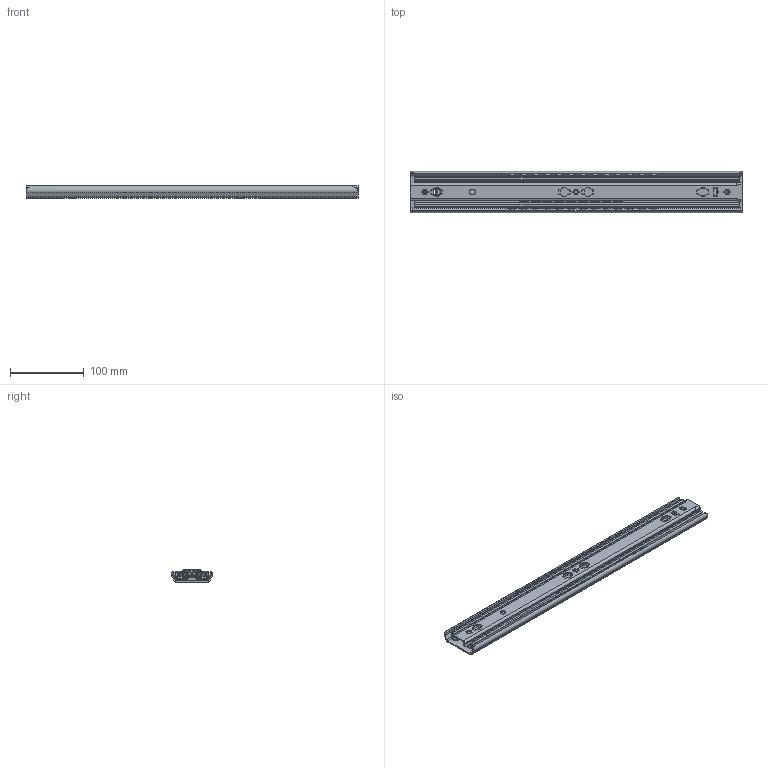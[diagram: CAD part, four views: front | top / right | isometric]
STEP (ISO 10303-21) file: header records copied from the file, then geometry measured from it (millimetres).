
FILE_DESCRIPTION(/* description */ ('ULF HD ZM 450/495 mm (17.25)'),/* implementation_level */ '2;1');
FILE_NAME(/* name */ 'M12-AA3_00_closed.stp',/* time_stamp */ '2025-09-08T10:58:18+02:00',/* author */ ('l.hoffmann'),/* organization */ (''),/* preprocessor_version */ 'ST-DEVELOPER v20',/* originating_system */ 'Autodesk Inventor 2022',/* authorisation */ '');
FILE_SCHEMA (('AUTOMOTIVE_DESIGN { 1 0 10303 214 3 1 1 }'));
Length unit declared in the file: millimetre
Products named in the file (14): M12-M08; 511-M12-M08-HMA; 511-M12-M08-HMA_1; E000173436; E000173433; E000173432; 512-M12-M08-UM2; 512-M12-M08-UM2_1; E000173445; E000173423; E000173443; E000173442; 514-M12-M08-MB3; 514-M12-M08-MB3_1
Assembly tree (34 placements, depth 3):
  M12-M08
    511-M12-M08-HMA
      511-M12-M08-HMA_1
    E000173436
      E000173423
      E000173433
      E000173432  x13
    512-M12-M08-UM2
      512-M12-M08-UM2_1
    E000173445
      E000173423
      E000173443
      E000173442  x9
    514-M12-M08-MB3
      514-M12-M08-MB3_1
Bounding box: 450 x 55.8 x 17.25 mm (x, y, z)
Volume: 158931.7 mm3; surface area: 213684.2 mm2
Topology: 49 solids, 49 shells, 1434 faces, 4267 edges, 2834 vertices
Faces by surface type: plane 694, cylinder 644, sphere 44, cone 42, bspline 10
Full cylindrical faces by diameter (mm): 5.56 x18, 6.35 x26, 8 x4, 11 x1
Entity records: 49651 total; most frequent: CARTESIAN_POINT 10192, ORIENTED_EDGE 8278, DIRECTION 8259, EDGE_CURVE 4139, AXIS2_PLACEMENT_3D 2879, VERTEX_POINT 2754, LINE 2501, VECTOR 2501
